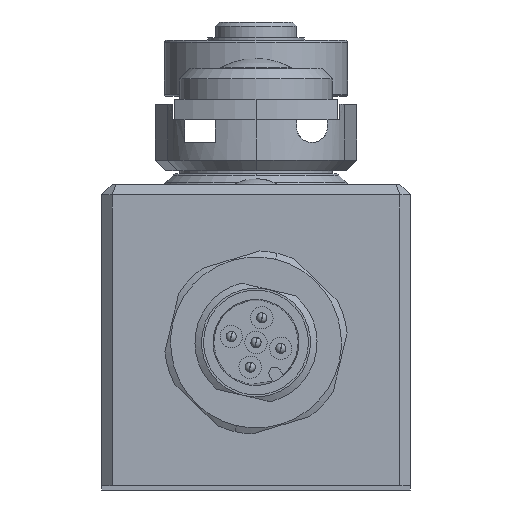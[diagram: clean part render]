
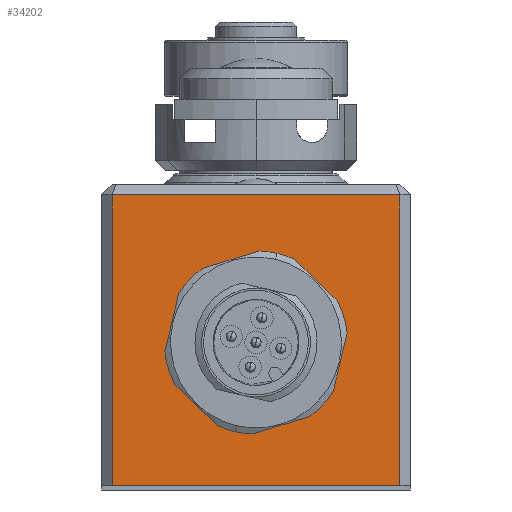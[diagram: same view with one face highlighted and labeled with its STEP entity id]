
A CAD part, front view. The second image highlights one B-rep face of the part: STEP entity #34202.
In plain terms, the highlighted planar face has unit normal (0, -1, 0).
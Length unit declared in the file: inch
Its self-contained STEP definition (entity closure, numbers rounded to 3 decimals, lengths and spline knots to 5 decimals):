
#210 = CARTESIAN_POINT ( 'NONE',  ( 0.31496, -2.1063, 0.57087 ) ) ;
#1722 = VERTEX_POINT ( 'NONE', #10860 ) ;
#2176 = VECTOR ( 'NONE', #27175, 39.37008 ) ;
#2260 = CARTESIAN_POINT ( 'NONE',  ( 0.55709, -2.1063, 1.14173 ) ) ;
#2618 = EDGE_CURVE ( 'NONE', #35510, #1722, #38500, .T. ) ;
#2639 = ORIENTED_EDGE ( 'NONE', *, *, #8703, .T. ) ;
#4342 = EDGE_CURVE ( 'NONE', #12503, #28147, #30860, .T. ) ;
#4666 = VECTOR ( 'NONE', #12766, 39.37008 ) ;
#6794 = EDGE_CURVE ( 'NONE', #1722, #21461, #37592, .T. ) ;
#7087 = AXIS2_PLACEMENT_3D ( 'NONE', #32429, #39432, #42847 ) ;
#7178 = DIRECTION ( 'NONE',  ( 0., 1., 0. ) ) ;
#7211 = DIRECTION ( 'NONE',  ( 1., 0., 0. ) ) ;
#7622 = CARTESIAN_POINT ( 'NONE',  ( 0., -2.1063, 0.57087 ) ) ;
#8703 = EDGE_CURVE ( 'NONE', #9896, #21461, #14115, .T. ) ;
#8816 = EDGE_CURVE ( 'NONE', #28147, #12503, #40137, .T. ) ;
#9896 = VERTEX_POINT ( 'NONE', #40140 ) ;
#10081 = ORIENTED_EDGE ( 'NONE', *, *, #2618, .F. ) ;
#10860 = CARTESIAN_POINT ( 'NONE',  ( -0.55709, -2.1063, 1.14173 ) ) ;
#12431 = AXIS2_PLACEMENT_3D ( 'NONE', #36261, #21570, #43272 ) ;
#12503 = VERTEX_POINT ( 'NONE', #210 ) ;
#12766 = DIRECTION ( 'NONE',  ( 0., 0., 1. ) ) ;
#13012 = CARTESIAN_POINT ( 'NONE',  ( -0.55709, -2.1063, 0.01575 ) ) ;
#13334 = EDGE_CURVE ( 'NONE', #35510, #9896, #30448, .T. ) ;
#14115 = LINE ( 'NONE', #45035, #4666 ) ;
#16965 = CARTESIAN_POINT ( 'NONE',  ( -0.31496, -2.1063, 0.57087 ) ) ;
#17590 = PLANE ( 'NONE',  #7087 ) ;
#18333 = ORIENTED_EDGE ( 'NONE', *, *, #13334, .T. ) ;
#19369 = EDGE_LOOP ( 'NONE', ( #37011, #32805 ) ) ;
#20697 = VECTOR ( 'NONE', #33958, 39.37008 ) ;
#20900 = AXIS2_PLACEMENT_3D ( 'NONE', #7622, #7178, #21463 ) ;
#21461 = VERTEX_POINT ( 'NONE', #2260 ) ;
#21463 = DIRECTION ( 'NONE',  ( 1., 0., 0. ) ) ;
#21570 = DIRECTION ( 'NONE',  ( 0., 1., 0. ) ) ;
#24317 = FACE_OUTER_BOUND ( 'NONE', #27869, .T. ) ;
#27175 = DIRECTION ( 'NONE',  ( 1., 0., 0. ) ) ;
#27869 = EDGE_LOOP ( 'NONE', ( #18333, #2639, #45930, #10081 ) ) ;
#28147 = VERTEX_POINT ( 'NONE', #16965 ) ;
#28317 = CARTESIAN_POINT ( 'NONE',  ( -0.55709, -2.1063, 1.14173 ) ) ;
#30448 = LINE ( 'NONE', #45007, #2176 ) ;
#30860 = CIRCLE ( 'NONE', #12431, 0.31496 ) ;
#32429 = CARTESIAN_POINT ( 'NONE',  ( 0.55709, -2.1063, 0. ) ) ;
#32805 = ORIENTED_EDGE ( 'NONE', *, *, #8816, .T. ) ;
#33958 = DIRECTION ( 'NONE',  ( 0., 0., 1. ) ) ;
#34202 = ADVANCED_FACE ( 'NONE', ( #42077, #24317 ), #17590, .T. ) ;
#35510 = VERTEX_POINT ( 'NONE', #42643 ) ;
#36261 = CARTESIAN_POINT ( 'NONE',  ( 0., -2.1063, 0.57087 ) ) ;
#37011 = ORIENTED_EDGE ( 'NONE', *, *, #4342, .T. ) ;
#37592 = LINE ( 'NONE', #28317, #44795 ) ;
#38500 = LINE ( 'NONE', #13012, #20697 ) ;
#39432 = DIRECTION ( 'NONE',  ( 0., -1., 0. ) ) ;
#40137 = CIRCLE ( 'NONE', #20900, 0.31496 ) ;
#40140 = CARTESIAN_POINT ( 'NONE',  ( 0.55709, -2.1063, 0.01575 ) ) ;
#42077 = FACE_BOUND ( 'NONE', #19369, .T. ) ;
#42643 = CARTESIAN_POINT ( 'NONE',  ( -0.55709, -2.1063, 0.01575 ) ) ;
#42847 = DIRECTION ( 'NONE',  ( 0., 0., -1. ) ) ;
#43272 = DIRECTION ( 'NONE',  ( 1., 0., 0. ) ) ;
#44795 = VECTOR ( 'NONE', #7211, 39.37008 ) ;
#45007 = CARTESIAN_POINT ( 'NONE',  ( -0.55709, -2.1063, 0.01575 ) ) ;
#45035 = CARTESIAN_POINT ( 'NONE',  ( 0.55709, -2.1063, 0.01575 ) ) ;
#45930 = ORIENTED_EDGE ( 'NONE', *, *, #6794, .F. ) ;
